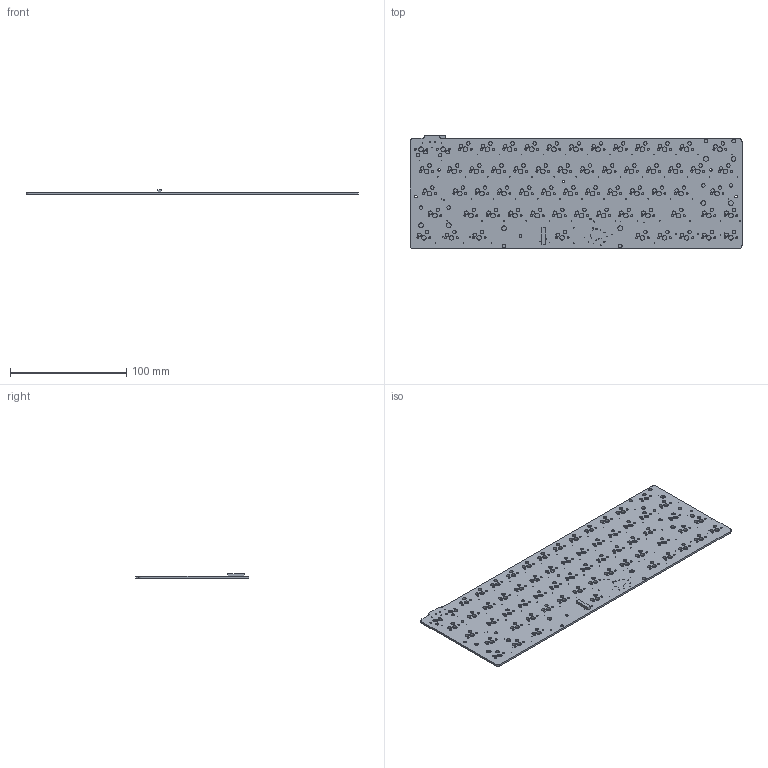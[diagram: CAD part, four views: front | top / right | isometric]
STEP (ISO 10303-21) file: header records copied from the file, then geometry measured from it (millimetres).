
FILE_DESCRIPTION(/* description */ (''),/* implementation_level */ '2;1');
FILE_NAME(/* name */ '718820fd-30ac-4450-bcdc-ff6ce665591f.stp',/* time_stamp */ '2022-03-27T04:05:38+00:00',/* author */ (''),/* organization */ (''),/* preprocessor_version */ 'ST-DEVELOPER v18.1',/* originating_system */ 'Autodesk Translation Framework v10.14.0.1471',/* authorisation */ '');
FILE_SCHEMA (('AUTOMOTIVE_DESIGN { 1 0 10303 214 3 1 1 }'));
Length unit declared in the file: millimetre
Products named in the file (18): 718820fd-30ac-4450-bcdc-ff6ce665591f; PCB Component; Board; 1u; SOD-123; 10k; TACTILE; KEYSWITCH-PLAIN-MXHSPCB-1U; KEYSWITCH-PLAIN-MXHSPCB-2U; ATMEGA32U4; 0.1u; 4.7u; 22p; CRYSTAL; KEYSWITCH-PLAIN-MXHSPCB-6.25U-FLIPPED; 22; USB-CON; MA06-1
Assembly tree (145 placements, depth 3):
  718820fd-30ac-4450-bcdc-ff6ce665591f
    PCB Component
      Board
      1u
      SOD-123  x63
      10k  x2
      TACTILE
      KEYSWITCH-PLAIN-MXHSPCB-1U  x59
      KEYSWITCH-PLAIN-MXHSPCB-2U  x3
      ATMEGA32U4
      0.1u  x4
      4.7u
      22p  x2
      CRYSTAL
      KEYSWITCH-PLAIN-MXHSPCB-6.25U-FLIPPED
      22  x2
      USB-CON
      MA06-1
Bounding box: 285.75 x 97.9 x 4.24 mm (x, y, z)
Volume: 43002.6 mm3; surface area: 77550.7 mm2
Topology: 144 solids, 144 shells, 1328 faces, 3120 edges, 2080 vertices
Faces by surface type: plane 866, cylinder 462
Full cylindrical faces by diameter (mm): 0.35 x109, 0.9 x2, 1.016 x6, 1.7 x126, 2.2 x6, 3 x126, 3.05 x8, 4 x71
Entity records: 22561 total; most frequent: DIRECTION 3954, CARTESIAN_POINT 3363, ORIENTED_EDGE 3168, AXIS2_PLACEMENT_3D 1647, EDGE_CURVE 1584, EDGE_LOOP 1468, VERTEX_POINT 1056, CIRCLE 924
